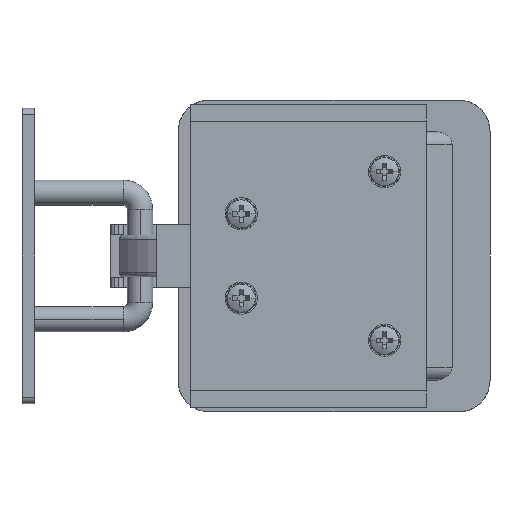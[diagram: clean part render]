
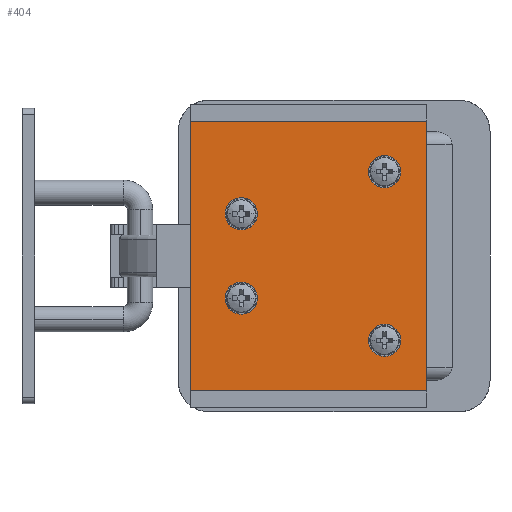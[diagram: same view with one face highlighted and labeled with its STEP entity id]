
A CAD part, front view. The second image highlights one B-rep face of the part: STEP entity #404.
In plain terms, the highlighted planar face has unit normal (0, -1, 0).
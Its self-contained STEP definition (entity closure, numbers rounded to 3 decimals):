
#404 = ADVANCED_FACE ( 'NONE', ( #6847, #6850, #6853, #6855, #6857 ), #6205, .F. ) ;
#1905 = EDGE_CURVE ( 'NONE', #3503, #3478, #9165, .T. ) ;
#1909 = EDGE_CURVE ( 'NONE', #3475, #4349, #9167, .T. ) ;
#1913 = EDGE_CURVE ( 'NONE', #4373, #4398, #9169, .T. ) ;
#1917 = EDGE_CURVE ( 'NONE', #4396, #4392, #9171, .T. ) ;
#1927 = EDGE_CURVE ( 'NONE', #4385, #4384, #8188, .T. ) ;
#2355 = ORIENTED_EDGE ( 'NONE', *, *, #13248, .T. ) ;
#2356 = ORIENTED_EDGE ( 'NONE', *, *, #13247, .T. ) ;
#2357 = ORIENTED_EDGE ( 'NONE', *, *, #13249, .T. ) ;
#2358 = ORIENTED_EDGE ( 'NONE', *, *, #1905, .T. ) ;
#2359 = ORIENTED_EDGE ( 'NONE', *, *, #13250, .T. ) ;
#2360 = ORIENTED_EDGE ( 'NONE', *, *, #1909, .T. ) ;
#2361 = ORIENTED_EDGE ( 'NONE', *, *, #13252, .T. ) ;
#2362 = ORIENTED_EDGE ( 'NONE', *, *, #1913, .T. ) ;
#2363 = ORIENTED_EDGE ( 'NONE', *, *, #1917, .T. ) ;
#2364 = ORIENTED_EDGE ( 'NONE', *, *, #13253, .F. ) ;
#2365 = ORIENTED_EDGE ( 'NONE', *, *, #13251, .F. ) ;
#2366 = ORIENTED_EDGE ( 'NONE', *, *, #1927, .T. ) ;
#2817 = EDGE_LOOP ( 'NONE', ( #2356, #2358 ) ) ;
#2818 = EDGE_LOOP ( 'NONE', ( #2355, #2360 ) ) ;
#2819 = EDGE_LOOP ( 'NONE', ( #2357, #2362 ) ) ;
#2820 = EDGE_LOOP ( 'NONE', ( #2359, #2363 ) ) ;
#2821 = EDGE_LOOP ( 'NONE', ( #2361, #2365, #2364, #2366 ) ) ;
#3475 = VERTEX_POINT ( 'NONE', #8812 ) ;
#3478 = VERTEX_POINT ( 'NONE', #8815 ) ;
#3503 = VERTEX_POINT ( 'NONE', #8840 ) ;
#4349 = VERTEX_POINT ( 'NONE', #10680 ) ;
#4368 = VERTEX_POINT ( 'NONE', #10699 ) ;
#4373 = VERTEX_POINT ( 'NONE', #10704 ) ;
#4384 = VERTEX_POINT ( 'NONE', #10715 ) ;
#4385 = VERTEX_POINT ( 'NONE', #10716 ) ;
#4387 = VERTEX_POINT ( 'NONE', #10718 ) ;
#4392 = VERTEX_POINT ( 'NONE', #10723 ) ;
#4396 = VERTEX_POINT ( 'NONE', #10727 ) ;
#4398 = VERTEX_POINT ( 'NONE', #10729 ) ;
#6205 = PLANE ( 'NONE',  #6851 ) ;
#6206 = CARTESIAN_POINT ( 'NONE',  ( -32., -1.5, 28. ) ) ;
#6207 = DIRECTION ( 'NONE',  ( 0., 1., 0. ) ) ;
#6208 = DIRECTION ( 'NONE',  ( 0., 0., 1. ) ) ;
#6847 = FACE_BOUND ( 'NONE', #2817, .T. ) ;
#6850 = FACE_BOUND ( 'NONE', #2818, .T. ) ;
#6851 = AXIS2_PLACEMENT_3D ( 'NONE', #6206, #6207, #6208 ) ;
#6853 = FACE_BOUND ( 'NONE', #2819, .T. ) ;
#6855 = FACE_BOUND ( 'NONE', #2820, .T. ) ;
#6857 = FACE_OUTER_BOUND ( 'NONE', #2821, .T. ) ;
#8106 = CARTESIAN_POINT ( 'NONE',  ( 20., -1.5, 18. ) ) ;
#8122 = DIRECTION ( 'NONE',  ( 0., 1., 0. ) ) ;
#8123 = DIRECTION ( 'NONE',  ( 0., 0., 1. ) ) ;
#8127 = CARTESIAN_POINT ( 'NONE',  ( -20., -1.5, 18. ) ) ;
#8134 = DIRECTION ( 'NONE',  ( 0., 1., 0. ) ) ;
#8135 = DIRECTION ( 'NONE',  ( 0., 0., 1. ) ) ;
#8139 = CARTESIAN_POINT ( 'NONE',  ( 10., -1.5, -16. ) ) ;
#8146 = DIRECTION ( 'NONE',  ( 0., 1., 0. ) ) ;
#8147 = DIRECTION ( 'NONE',  ( 0., 0., 1. ) ) ;
#8151 = CARTESIAN_POINT ( 'NONE',  ( -10., -1.5, -16. ) ) ;
#8158 = DIRECTION ( 'NONE',  ( 0., 1., 0. ) ) ;
#8159 = DIRECTION ( 'NONE',  ( 0., 0., 1. ) ) ;
#8188 = LINE ( 'NONE', #8189, #9073 ) ;
#8189 = CARTESIAN_POINT ( 'NONE',  ( -32., -1.5, 28. ) ) ;
#8190 = DIRECTION ( 'NONE',  ( 0., 0., -1. ) ) ;
#8812 = CARTESIAN_POINT ( 'NONE',  ( -20., -1.5, 15.9 ) ) ;
#8815 = CARTESIAN_POINT ( 'NONE',  ( 20., -1.5, 20.1 ) ) ;
#8840 = CARTESIAN_POINT ( 'NONE',  ( 20., -1.5, 15.9 ) ) ;
#9050 = AXIS2_PLACEMENT_3D ( 'NONE', #8106, #8122, #8123 ) ;
#9054 = AXIS2_PLACEMENT_3D ( 'NONE', #8127, #8134, #8135 ) ;
#9058 = AXIS2_PLACEMENT_3D ( 'NONE', #8139, #8146, #8147 ) ;
#9062 = AXIS2_PLACEMENT_3D ( 'NONE', #8151, #8158, #8159 ) ;
#9073 = VECTOR ( 'NONE', #8190, 1000. ) ;
#9165 = CIRCLE ( 'NONE', #9050, 2.1 ) ;
#9167 = CIRCLE ( 'NONE', #9054, 2.1 ) ;
#9169 = CIRCLE ( 'NONE', #9058, 2.1 ) ;
#9171 = CIRCLE ( 'NONE', #9062, 2.1 ) ;
#10680 = CARTESIAN_POINT ( 'NONE',  ( -20., -1.5, 20.1 ) ) ;
#10699 = CARTESIAN_POINT ( 'NONE',  ( 32., -1.5, 28. ) ) ;
#10704 = CARTESIAN_POINT ( 'NONE',  ( 10., -1.5, -18.1 ) ) ;
#10715 = CARTESIAN_POINT ( 'NONE',  ( -32., -1.5, -28. ) ) ;
#10716 = CARTESIAN_POINT ( 'NONE',  ( -32., -1.5, 28. ) ) ;
#10718 = CARTESIAN_POINT ( 'NONE',  ( 32., -1.5, -28. ) ) ;
#10723 = CARTESIAN_POINT ( 'NONE',  ( -10., -1.5, -13.9 ) ) ;
#10727 = CARTESIAN_POINT ( 'NONE',  ( -10., -1.5, -18.1 ) ) ;
#10729 = CARTESIAN_POINT ( 'NONE',  ( 10., -1.5, -13.9 ) ) ;
#12303 = CARTESIAN_POINT ( 'NONE',  ( 20., -1.5, 18. ) ) ;
#12307 = DIRECTION ( 'NONE',  ( 0., 1., 0. ) ) ;
#12308 = DIRECTION ( 'NONE',  ( 0., 0., 1. ) ) ;
#12309 = CARTESIAN_POINT ( 'NONE',  ( -20., -1.5, 18. ) ) ;
#12310 = DIRECTION ( 'NONE',  ( 0., 1., 0. ) ) ;
#12311 = DIRECTION ( 'NONE',  ( 0., 0., 1. ) ) ;
#12312 = CARTESIAN_POINT ( 'NONE',  ( 10., -1.5, -16. ) ) ;
#12313 = DIRECTION ( 'NONE',  ( 0., 1., 0. ) ) ;
#12314 = DIRECTION ( 'NONE',  ( 0., 0., 1. ) ) ;
#12315 = CARTESIAN_POINT ( 'NONE',  ( -10., -1.5, -16. ) ) ;
#12316 = DIRECTION ( 'NONE',  ( 0., 1., 0. ) ) ;
#12317 = DIRECTION ( 'NONE',  ( 0., 0., 1. ) ) ;
#12319 = LINE ( 'NONE', #12320, #12679 ) ;
#12320 = CARTESIAN_POINT ( 'NONE',  ( 32., -1.5, 28. ) ) ;
#12321 = DIRECTION ( 'NONE',  ( 0., 0., -1. ) ) ;
#12322 = LINE ( 'NONE', #12323, #12680 ) ;
#12323 = CARTESIAN_POINT ( 'NONE',  ( -32., -1.5, -28. ) ) ;
#12324 = DIRECTION ( 'NONE',  ( 1., 0., 0. ) ) ;
#12325 = LINE ( 'NONE', #12326, #12681 ) ;
#12326 = CARTESIAN_POINT ( 'NONE',  ( -32., -1.5, 28. ) ) ;
#12327 = DIRECTION ( 'NONE',  ( 1., 0., 0. ) ) ;
#12477 = CIRCLE ( 'NONE', #12673, 2.1 ) ;
#12478 = CIRCLE ( 'NONE', #12669, 2.1 ) ;
#12479 = CIRCLE ( 'NONE', #12672, 2.1 ) ;
#12480 = CIRCLE ( 'NONE', #12675, 2.1 ) ;
#12669 = AXIS2_PLACEMENT_3D ( 'NONE', #12309, #12310, #12311 ) ;
#12672 = AXIS2_PLACEMENT_3D ( 'NONE', #12312, #12313, #12314 ) ;
#12673 = AXIS2_PLACEMENT_3D ( 'NONE', #12303, #12307, #12308 ) ;
#12675 = AXIS2_PLACEMENT_3D ( 'NONE', #12315, #12316, #12317 ) ;
#12679 = VECTOR ( 'NONE', #12321, 1000. ) ;
#12680 = VECTOR ( 'NONE', #12324, 1000. ) ;
#12681 = VECTOR ( 'NONE', #12327, 1000. ) ;
#13247 = EDGE_CURVE ( 'NONE', #3478, #3503, #12477, .T. ) ;
#13248 = EDGE_CURVE ( 'NONE', #4349, #3475, #12478, .T. ) ;
#13249 = EDGE_CURVE ( 'NONE', #4398, #4373, #12479, .T. ) ;
#13250 = EDGE_CURVE ( 'NONE', #4392, #4396, #12480, .T. ) ;
#13251 = EDGE_CURVE ( 'NONE', #4368, #4387, #12319, .T. ) ;
#13252 = EDGE_CURVE ( 'NONE', #4384, #4387, #12322, .T. ) ;
#13253 = EDGE_CURVE ( 'NONE', #4385, #4368, #12325, .T. ) ;
